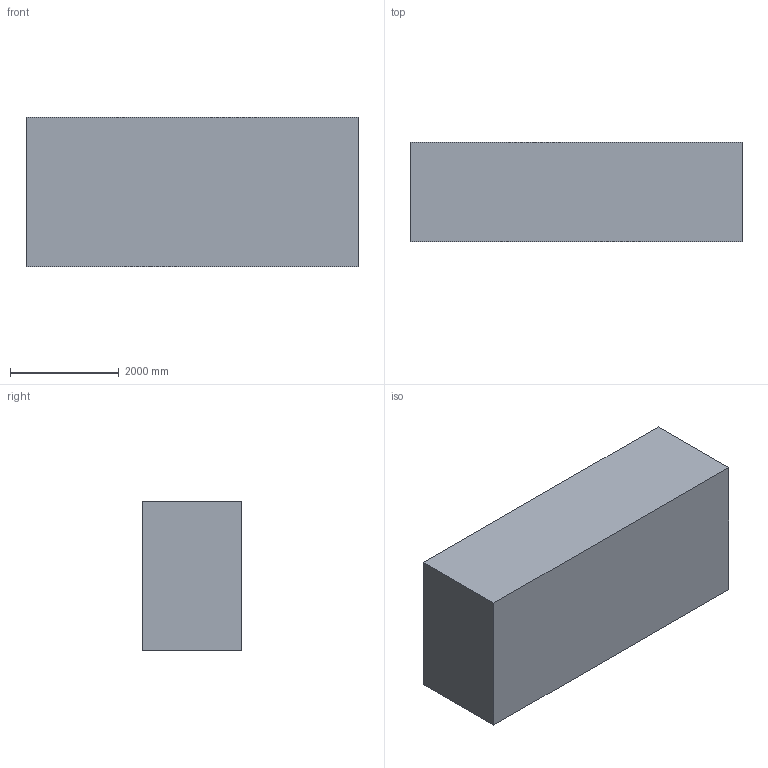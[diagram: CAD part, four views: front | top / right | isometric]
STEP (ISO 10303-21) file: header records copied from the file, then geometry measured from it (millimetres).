
FILE_DESCRIPTION(('CATIA V5 STEP Exchange'),'2;1');
FILE_NAME('IRT_TestSection.stp','2020-10-15T19:13:01+00:00',('none'),('none'),'CATIA Version 5 Release 20 SP 5 (IN-10)','CATIA V5 STEP AP214','none');
FILE_SCHEMA(('AUTOMOTIVE_DESIGN { 1 0 10303 214 1 1 1 1 }'));
Length unit declared in the file: inch
Products named in the file (1): IRT_Geom_and_Reference
Bounding box: 6096 x 1828.8 x 2743.2 mm (x, y, z)
Surface area: 65775352.3 mm2 (no closed solid volume)
Topology: 0 solids, 3 shells, 6 faces, 20 edges, 16 vertices
Faces by surface type: plane 6
Entity records: 254 total; most frequent: CARTESIAN_POINT 43, DIRECTION 32, ORIENTED_EDGE 24, VECTOR 20, EDGE_CURVE 20, LINE 20, VERTEX_POINT 16, AXIS2_PLACEMENT_3D 7
